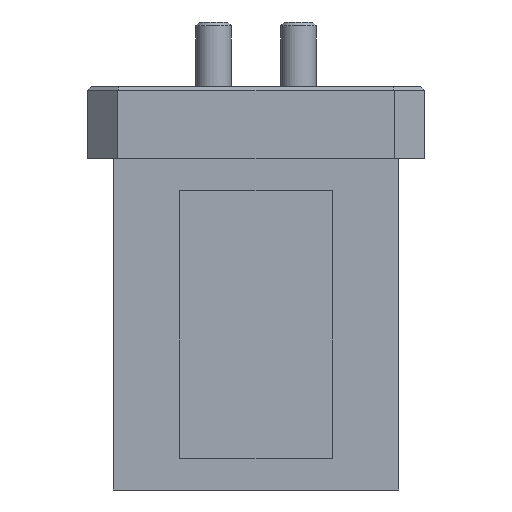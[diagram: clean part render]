
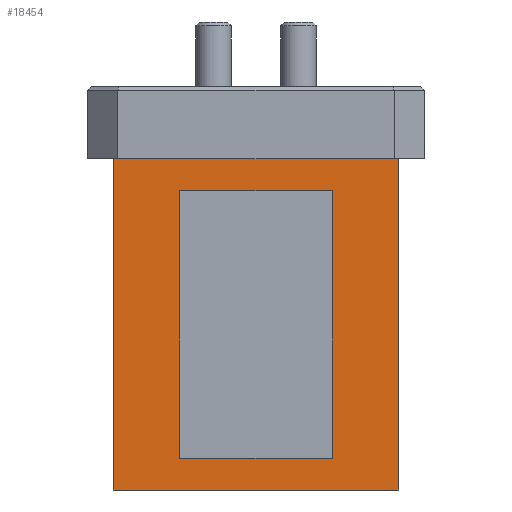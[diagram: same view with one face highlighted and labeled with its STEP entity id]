
A CAD part, front view. The second image highlights one B-rep face of the part: STEP entity #18454.
In plain terms, the highlighted planar face has unit normal (0, -1, 0).
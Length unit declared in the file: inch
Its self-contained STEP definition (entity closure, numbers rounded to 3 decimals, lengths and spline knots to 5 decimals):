
#398 = ORIENTED_EDGE ( 'NONE', *, *, #5599, .F. ) ;
#1161 = CARTESIAN_POINT ( 'NONE',  ( 0.2, -0.15748, -0.97205 ) ) ;
#1428 = DIRECTION ( 'NONE',  ( 1., 0., 0. ) ) ;
#1672 = VECTOR ( 'NONE', #19847, 39.37008 ) ;
#2639 = EDGE_CURVE ( 'NONE', #5725, #23203, #8543, .T. ) ;
#3147 = FACE_OUTER_BOUND ( 'NONE', #10570, .T. ) ;
#3222 = CARTESIAN_POINT ( 'NONE',  ( 0.37402, -0.15748, -1.05512 ) ) ;
#4177 = PLANE ( 'NONE',  #7625 ) ;
#4322 = DIRECTION ( 'NONE',  ( -1., 0., 0. ) ) ;
#5268 = VECTOR ( 'NONE', #14026, 39.37008 ) ;
#5599 = EDGE_CURVE ( 'NONE', #20952, #5725, #9352, .T. ) ;
#5725 = VERTEX_POINT ( 'NONE', #21587 ) ;
#5984 = VECTOR ( 'NONE', #14695, 39.37008 ) ;
#6142 = VERTEX_POINT ( 'NONE', #7788 ) ;
#6219 = LINE ( 'NONE', #10265, #16418 ) ;
#6231 = VECTOR ( 'NONE', #16988, 39.37008 ) ;
#6447 = LINE ( 'NONE', #10956, #1672 ) ;
#6565 = LINE ( 'NONE', #20047, #5984 ) ;
#7210 = VERTEX_POINT ( 'NONE', #13709 ) ;
#7600 = EDGE_CURVE ( 'NONE', #20952, #16049, #6447, .T. ) ;
#7625 = AXIS2_PLACEMENT_3D ( 'NONE', #15133, #7818, #16728 ) ;
#7788 = CARTESIAN_POINT ( 'NONE',  ( 0.2, -0.15748, -0.27205 ) ) ;
#7818 = DIRECTION ( 'NONE',  ( 0., 1., 0. ) ) ;
#8126 = ORIENTED_EDGE ( 'NONE', *, *, #2639, .F. ) ;
#8543 = LINE ( 'NONE', #15105, #6231 ) ;
#8804 = VECTOR ( 'NONE', #4322, 39.37008 ) ;
#8832 = EDGE_CURVE ( 'NONE', #14281, #7210, #20273, .T. ) ;
#9167 = CARTESIAN_POINT ( 'NONE',  ( -0.37402, -0.15748, -0.18898 ) ) ;
#9352 = LINE ( 'NONE', #13398, #8804 ) ;
#10040 = LINE ( 'NONE', #19607, #5268 ) ;
#10206 = VERTEX_POINT ( 'NONE', #18024 ) ;
#10265 = CARTESIAN_POINT ( 'NONE',  ( -0.2, -0.15748, -0.97205 ) ) ;
#10570 = EDGE_LOOP ( 'NONE', ( #11562, #8126, #398, #18648 ) ) ;
#10616 = CARTESIAN_POINT ( 'NONE',  ( 0.37402, -0.15748, -0.18898 ) ) ;
#10956 = CARTESIAN_POINT ( 'NONE',  ( 0.37402, -0.15748, -1.05512 ) ) ;
#11072 = ORIENTED_EDGE ( 'NONE', *, *, #12783, .F. ) ;
#11223 = ORIENTED_EDGE ( 'NONE', *, *, #21634, .F. ) ;
#11562 = ORIENTED_EDGE ( 'NONE', *, *, #18302, .T. ) ;
#11609 = CARTESIAN_POINT ( 'NONE',  ( -0.2, -0.15748, -0.27205 ) ) ;
#11963 = DIRECTION ( 'NONE',  ( 0., 0., 1. ) ) ;
#12134 = ORIENTED_EDGE ( 'NONE', *, *, #8832, .F. ) ;
#12721 = EDGE_CURVE ( 'NONE', #10206, #6142, #20193, .T. ) ;
#12783 = EDGE_CURVE ( 'NONE', #6142, #14281, #10040, .T. ) ;
#13398 = CARTESIAN_POINT ( 'NONE',  ( 0.37402, -0.15748, -1.05512 ) ) ;
#13709 = CARTESIAN_POINT ( 'NONE',  ( -0.2, -0.15748, -0.97205 ) ) ;
#14026 = DIRECTION ( 'NONE',  ( -1., 0., 0. ) ) ;
#14281 = VERTEX_POINT ( 'NONE', #11609 ) ;
#14695 = DIRECTION ( 'NONE',  ( -1., 0., 0. ) ) ;
#14754 = CARTESIAN_POINT ( 'NONE',  ( -0.2, -0.15748, -0.97205 ) ) ;
#14838 = VECTOR ( 'NONE', #11963, 39.37008 ) ;
#15105 = CARTESIAN_POINT ( 'NONE',  ( -0.37402, -0.15748, -1.05512 ) ) ;
#15133 = CARTESIAN_POINT ( 'NONE',  ( 0.37402, -0.15748, -1.05512 ) ) ;
#15540 = ORIENTED_EDGE ( 'NONE', *, *, #12721, .F. ) ;
#16049 = VERTEX_POINT ( 'NONE', #10616 ) ;
#16418 = VECTOR ( 'NONE', #1428, 39.37008 ) ;
#16728 = DIRECTION ( 'NONE',  ( 0., 0., 1. ) ) ;
#16988 = DIRECTION ( 'NONE',  ( 0., 0., 1. ) ) ;
#18024 = CARTESIAN_POINT ( 'NONE',  ( 0.2, -0.15748, -0.97205 ) ) ;
#18028 = VECTOR ( 'NONE', #20324, 39.37008 ) ;
#18302 = EDGE_CURVE ( 'NONE', #16049, #23203, #6565, .T. ) ;
#18454 = ADVANCED_FACE ( 'NONE', ( #3147, #19536 ), #4177, .F. ) ;
#18648 = ORIENTED_EDGE ( 'NONE', *, *, #7600, .T. ) ;
#19536 = FACE_BOUND ( 'NONE', #23248, .T. ) ;
#19607 = CARTESIAN_POINT ( 'NONE',  ( -0.2, -0.15748, -0.27205 ) ) ;
#19847 = DIRECTION ( 'NONE',  ( 0., 0., 1. ) ) ;
#20047 = CARTESIAN_POINT ( 'NONE',  ( 0.37402, -0.15748, -0.18898 ) ) ;
#20193 = LINE ( 'NONE', #1161, #14838 ) ;
#20273 = LINE ( 'NONE', #14754, #18028 ) ;
#20324 = DIRECTION ( 'NONE',  ( 0., 0., -1. ) ) ;
#20952 = VERTEX_POINT ( 'NONE', #3222 ) ;
#21587 = CARTESIAN_POINT ( 'NONE',  ( -0.37402, -0.15748, -1.05512 ) ) ;
#21634 = EDGE_CURVE ( 'NONE', #7210, #10206, #6219, .T. ) ;
#23203 = VERTEX_POINT ( 'NONE', #9167 ) ;
#23248 = EDGE_LOOP ( 'NONE', ( #15540, #11223, #12134, #11072 ) ) ;
